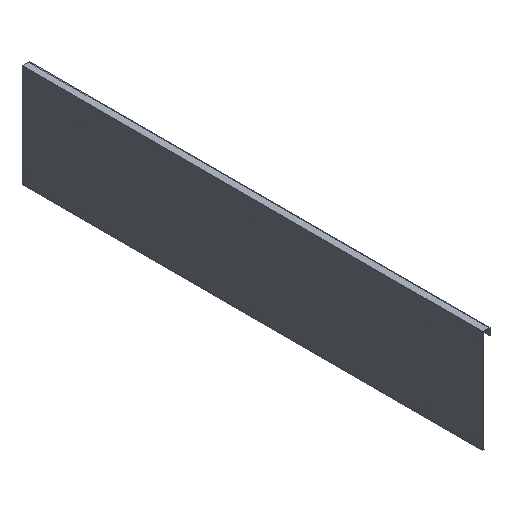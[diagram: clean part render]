
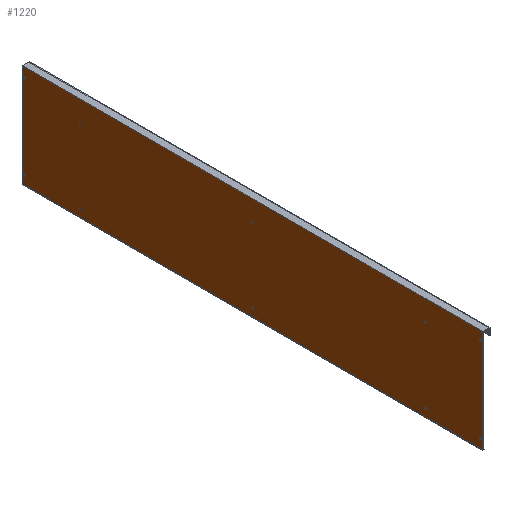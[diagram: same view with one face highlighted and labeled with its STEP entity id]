
A CAD part, isometric view. The second image highlights one B-rep face of the part: STEP entity #1220.
In plain terms, the highlighted planar face has unit normal (-1, 0, 0).
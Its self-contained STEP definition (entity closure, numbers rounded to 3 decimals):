
#9 = EDGE_CURVE ( 'NONE', #579, #773, #1333, .T. ) ;
#14 = EDGE_CURVE ( 'NONE', #183, #664, #1202, .T. ) ;
#27 = LINE ( 'NONE', #350, #604 ) ;
#73 = EDGE_LOOP ( 'NONE', ( #511, #206 ) ) ;
#118 = CARTESIAN_POINT ( 'NONE',  ( 0., -900., 0. ) ) ;
#183 = VERTEX_POINT ( 'NONE', #1308 ) ;
#206 = ORIENTED_EDGE ( 'NONE', *, *, #1230, .T. ) ;
#213 = CIRCLE ( 'NONE', #1286, 3.25 ) ;
#215 = VERTEX_POINT ( 'NONE', #1247 ) ;
#230 = CARTESIAN_POINT ( 'NONE',  ( 0., 891., -31.75 ) ) ;
#236 = EDGE_LOOP ( 'NONE', ( #514, #516, #527, #372 ) ) ;
#246 = VERTEX_POINT ( 'NONE', #1094 ) ;
#257 = LINE ( 'NONE', #431, #848 ) ;
#272 = EDGE_LOOP ( 'NONE', ( #957, #480 ) ) ;
#307 = VERTEX_POINT ( 'NONE', #948 ) ;
#328 = VERTEX_POINT ( 'NONE', #498 ) ;
#337 = DIRECTION ( 'NONE',  ( 0., -1., 0. ) ) ;
#350 = CARTESIAN_POINT ( 'NONE',  ( 0., 900., 0. ) ) ;
#355 = LINE ( 'NONE', #812, #1234 ) ;
#372 = ORIENTED_EDGE ( 'NONE', *, *, #1243, .T. ) ;
#373 = FACE_BOUND ( 'NONE', #1206, .T. ) ;
#420 = DIRECTION ( 'NONE',  ( 0., 0., 1. ) ) ;
#424 = DIRECTION ( 'NONE',  ( 1., 0., 0. ) ) ;
#426 = CARTESIAN_POINT ( 'NONE',  ( 0., 891., -367.5 ) ) ;
#431 = CARTESIAN_POINT ( 'NONE',  ( 0., 900., -402.5 ) ) ;
#434 = DIRECTION ( 'NONE',  ( 0., -1., 0. ) ) ;
#456 = DIRECTION ( 'NONE',  ( 0., 0., 1. ) ) ;
#459 = DIRECTION ( 'NONE',  ( -1., 0., 0. ) ) ;
#463 = CARTESIAN_POINT ( 'NONE',  ( 0., 900., -402.5 ) ) ;
#480 = ORIENTED_EDGE ( 'NONE', *, *, #14, .T. ) ;
#485 = PLANE ( 'NONE',  #1183 ) ;
#492 = ORIENTED_EDGE ( 'NONE', *, *, #835, .T. ) ;
#498 = CARTESIAN_POINT ( 'NONE',  ( 0., 891., -364.25 ) ) ;
#502 = ORIENTED_EDGE ( 'NONE', *, *, #912, .T. ) ;
#508 = VERTEX_POINT ( 'NONE', #230 ) ;
#510 = ORIENTED_EDGE ( 'NONE', *, *, #847, .T. ) ;
#511 = ORIENTED_EDGE ( 'NONE', *, *, #822, .T. ) ;
#514 = ORIENTED_EDGE ( 'NONE', *, *, #9, .F. ) ;
#516 = ORIENTED_EDGE ( 'NONE', *, *, #1299, .F. ) ;
#527 = ORIENTED_EDGE ( 'NONE', *, *, #1012, .T. ) ;
#548 = CIRCLE ( 'NONE', #1257, 3.25 ) ;
#578 = DIRECTION ( 'NONE',  ( 0., 0., 1. ) ) ;
#579 = VERTEX_POINT ( 'NONE', #118 ) ;
#582 = DIRECTION ( 'NONE',  ( 1., 0., 0. ) ) ;
#584 = CARTESIAN_POINT ( 'NONE',  ( 0., 891., -35. ) ) ;
#598 = AXIS2_PLACEMENT_3D ( 'NONE', #1309, #1303, #1295 ) ;
#603 = CIRCLE ( 'NONE', #1176, 3.25 ) ;
#604 = VECTOR ( 'NONE', #337, 1000. ) ;
#625 = CIRCLE ( 'NONE', #1348, 3.25 ) ;
#641 = FACE_OUTER_BOUND ( 'NONE', #236, .T. ) ;
#658 = DIRECTION ( 'NONE',  ( 0., 0., 1. ) ) ;
#660 = DIRECTION ( 'NONE',  ( 1., 0., 0. ) ) ;
#661 = CARTESIAN_POINT ( 'NONE',  ( 0., -891., -35. ) ) ;
#664 = VERTEX_POINT ( 'NONE', #1377 ) ;
#709 = FACE_BOUND ( 'NONE', #1179, .T. ) ;
#713 = CARTESIAN_POINT ( 'NONE',  ( 0., 900., 0. ) ) ;
#773 = VERTEX_POINT ( 'NONE', #1239 ) ;
#776 = DIRECTION ( 'NONE',  ( 0., 0., -1. ) ) ;
#783 = DIRECTION ( 'NONE',  ( 0., 0., -1. ) ) ;
#812 = CARTESIAN_POINT ( 'NONE',  ( 0., 900., -402.5 ) ) ;
#822 = EDGE_CURVE ( 'NONE', #215, #328, #881, .T. ) ;
#835 = EDGE_CURVE ( 'NONE', #884, #867, #954, .T. ) ;
#847 = EDGE_CURVE ( 'NONE', #508, #246, #625, .T. ) ;
#848 = VECTOR ( 'NONE', #434, 1000. ) ;
#867 = VERTEX_POINT ( 'NONE', #998 ) ;
#881 = CIRCLE ( 'NONE', #1356, 3.25 ) ;
#884 = VERTEX_POINT ( 'NONE', #995 ) ;
#892 = DIRECTION ( 'NONE',  ( 0., 0., 1. ) ) ;
#895 = DIRECTION ( 'NONE',  ( 1., 0., 0. ) ) ;
#899 = CARTESIAN_POINT ( 'NONE',  ( 0., -891., -367.5 ) ) ;
#912 = EDGE_CURVE ( 'NONE', #867, #884, #213, .T. ) ;
#926 = FACE_BOUND ( 'NONE', #272, .T. ) ;
#948 = CARTESIAN_POINT ( 'NONE',  ( 0., 900., -402.5 ) ) ;
#954 = CIRCLE ( 'NONE', #1352, 3.25 ) ;
#957 = ORIENTED_EDGE ( 'NONE', *, *, #1086, .T. ) ;
#995 = CARTESIAN_POINT ( 'NONE',  ( 0., -891., -370.75 ) ) ;
#998 = CARTESIAN_POINT ( 'NONE',  ( 0., -891., -364.25 ) ) ;
#1010 = CARTESIAN_POINT ( 'NONE',  ( 0., -900., -402.5 ) ) ;
#1012 = EDGE_CURVE ( 'NONE', #1058, #307, #355, .T. ) ;
#1031 = DIRECTION ( 'NONE',  ( 0., 0., 1. ) ) ;
#1035 = DIRECTION ( 'NONE',  ( 1., 0., 0. ) ) ;
#1039 = CARTESIAN_POINT ( 'NONE',  ( 0., 891., -35. ) ) ;
#1058 = VERTEX_POINT ( 'NONE', #713 ) ;
#1069 = DIRECTION ( 'NONE',  ( 0., 0., 1. ) ) ;
#1070 = DIRECTION ( 'NONE',  ( 1., 0., 0. ) ) ;
#1076 = CARTESIAN_POINT ( 'NONE',  ( 0., -891., -367.5 ) ) ;
#1086 = EDGE_CURVE ( 'NONE', #664, #183, #548, .T. ) ;
#1091 = ORIENTED_EDGE ( 'NONE', *, *, #1140, .T. ) ;
#1093 = DIRECTION ( 'NONE',  ( 0., 0., 1. ) ) ;
#1094 = CARTESIAN_POINT ( 'NONE',  ( 0., 891., -38.25 ) ) ;
#1097 = DIRECTION ( 'NONE',  ( 1., 0., 0. ) ) ;
#1099 = CARTESIAN_POINT ( 'NONE',  ( 0., 891., -367.5 ) ) ;
#1140 = EDGE_CURVE ( 'NONE', #246, #508, #1338, .T. ) ;
#1176 = AXIS2_PLACEMENT_3D ( 'NONE', #426, #424, #420 ) ;
#1179 = EDGE_LOOP ( 'NONE', ( #492, #502 ) ) ;
#1183 = AXIS2_PLACEMENT_3D ( 'NONE', #463, #459, #456 ) ;
#1202 = CIRCLE ( 'NONE', #598, 3.25 ) ;
#1206 = EDGE_LOOP ( 'NONE', ( #1091, #510 ) ) ;
#1214 = FACE_BOUND ( 'NONE', #73, .T. ) ;
#1219 = AXIS2_PLACEMENT_3D ( 'NONE', #584, #582, #578 ) ;
#1220 = ADVANCED_FACE ( 'NONE', ( #926, #709, #373, #1214, #641 ), #485, .T. ) ;
#1230 = EDGE_CURVE ( 'NONE', #328, #215, #603, .T. ) ;
#1234 = VECTOR ( 'NONE', #776, 1000. ) ;
#1239 = CARTESIAN_POINT ( 'NONE',  ( 0., -900., -402.5 ) ) ;
#1243 = EDGE_CURVE ( 'NONE', #307, #773, #257, .T. ) ;
#1247 = CARTESIAN_POINT ( 'NONE',  ( 0., 891., -370.75 ) ) ;
#1257 = AXIS2_PLACEMENT_3D ( 'NONE', #661, #660, #658 ) ;
#1264 = VECTOR ( 'NONE', #783, 1000. ) ;
#1286 = AXIS2_PLACEMENT_3D ( 'NONE', #899, #895, #892 ) ;
#1295 = DIRECTION ( 'NONE',  ( 0., 0., 1. ) ) ;
#1299 = EDGE_CURVE ( 'NONE', #1058, #579, #27, .T. ) ;
#1303 = DIRECTION ( 'NONE',  ( 1., 0., 0. ) ) ;
#1308 = CARTESIAN_POINT ( 'NONE',  ( 0., -891., -31.75 ) ) ;
#1309 = CARTESIAN_POINT ( 'NONE',  ( 0., -891., -35. ) ) ;
#1333 = LINE ( 'NONE', #1010, #1264 ) ;
#1338 = CIRCLE ( 'NONE', #1219, 3.25 ) ;
#1348 = AXIS2_PLACEMENT_3D ( 'NONE', #1039, #1035, #1031 ) ;
#1352 = AXIS2_PLACEMENT_3D ( 'NONE', #1076, #1070, #1069 ) ;
#1356 = AXIS2_PLACEMENT_3D ( 'NONE', #1099, #1097, #1093 ) ;
#1377 = CARTESIAN_POINT ( 'NONE',  ( 0., -891., -38.25 ) ) ;
